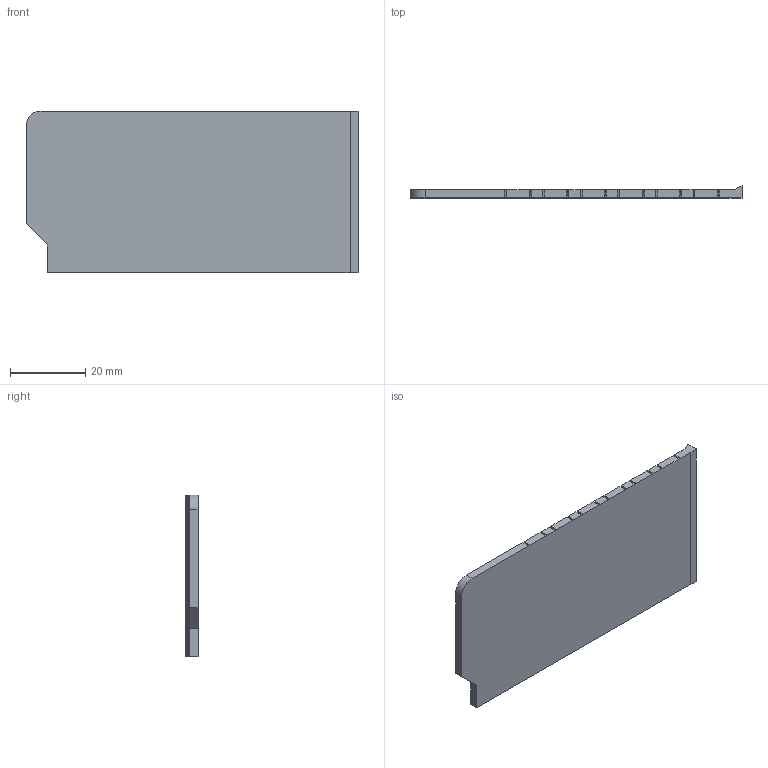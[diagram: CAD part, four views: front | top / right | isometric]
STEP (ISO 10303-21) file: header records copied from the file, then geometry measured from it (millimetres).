
FILE_DESCRIPTION(('HOOPS Exchange Step'),'2;1');
FILE_NAME('temp_export','2021-03-08T19:01:11+01:00',('mobile'),('Shapr3D Limited'),'HOOPS Exchange 2020.2','Shapr3D','Authorized');
FILE_SCHEMA( ('AP203_CONFIGURATION_CONTROLLED_3D_DESIGN_OF_MECHANICAL_PARTS_AND_ASSEMBLIES_MIM_LF') );
Length unit declared in the file: millimetre
Products named in the file (2): 0; 14D8E883-11D1-47CB-983B-AF34AF7F156C.tmp
Assembly tree (1 placements, depth 2):
  14D8E883-11D1-47CB-983B-AF34AF7F156C.tmp
    0
Bounding box: 88.2 x 3.2 x 43 mm (x, y, z)
Volume: 8033 mm3; surface area: 8912.7 mm2
Topology: 1 solids, 1 shells, 124 faces, 365 edges, 244 vertices
Faces by surface type: plane 86, cylinder 38
Entity records: 4170 total; most frequent: CARTESIAN_POINT 740, ORIENTED_EDGE 730, DIRECTION 694, EDGE_CURVE 365, VECTOR 288, LINE 288, VERTEX_POINT 244, AXIS2_PLACEMENT_3D 203
